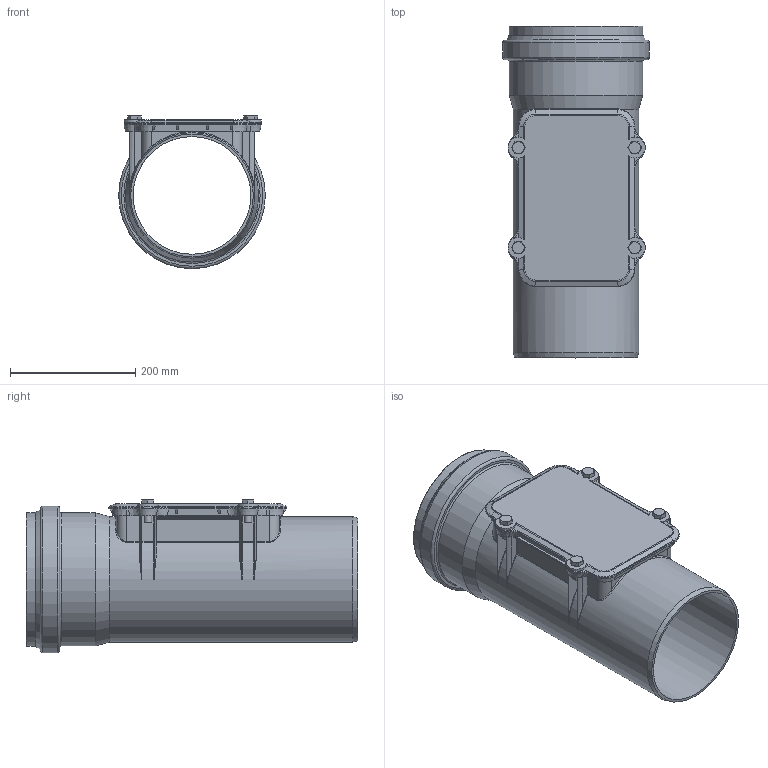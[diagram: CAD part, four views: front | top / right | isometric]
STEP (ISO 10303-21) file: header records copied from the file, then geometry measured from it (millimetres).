
FILE_DESCRIPTION(/* description */ (''),/* implementation_level */ '2;1');
FILE_NAME(/* name */ '778610 KG2000RE Reinigungsrohr DN_OD 200 Zusammenbau.stp',/* time_stamp */ '2017-01-30T13:39:10+01:00',/* author */ ('user1'),/* organization */ (''),/* preprocessor_version */ 'ST-DEVELOPER v16.1',/* originating_system */ 'Autodesk Inventor 2016',/* authorisation */ '');
FILE_SCHEMA (('AUTOMOTIVE_DESIGN { 1 0 10303 214 3 1 1 }'));
Length unit declared in the file: millimetre
Products named in the file (4): 778610 KG2000RE Reinigungsrohr DN_OD 200; 778610 KG2000RE Reinigungsrohr DN_OD 200 Deckel; DIN 933 - M12  x 30; 778610 KG2000RE Reinigungsrohr DN_OD 200 Zusammenbau
Assembly tree (6 placements, depth 2):
  778610 KG2000RE Reinigungsrohr DN_OD 200 Zusammenbau
    778610 KG2000RE Reinigungsrohr DN_OD 200
    778610 KG2000RE Reinigungsrohr DN_OD 200 Deckel
    DIN 933 - M12  x 30  x4
Bounding box: 234.2 x 530 x 245.1 mm (x, y, z)
Volume: 2532222.8 mm3; surface area: 897578.4 mm2
Topology: 6 solids, 6 shells, 1335 faces, 3246 edges, 1810 vertices
Faces by surface type: cylinder 449, bspline 358, plane 330, torus 106, cone 84, sphere 8
Full cylindrical faces by diameter (mm): 11.053 x4, 12 x4, 13 x4, 16 x4, 17.2 x4, 187.9 x1, 200.3 x1, 201.5 x1, 202.5 x2, 212.7 x1, 213.7 x1, 223 x1, 234.2 x1
Entity records: 45179 total; most frequent: CARTESIAN_POINT 16817, DIRECTION 5993, ORIENTED_EDGE 5876, EDGE_CURVE 2938, AXIS2_PLACEMENT_3D 2412, VERTEX_POINT 1731, EDGE_LOOP 1345, FACE_OUTER_BOUND 1269
